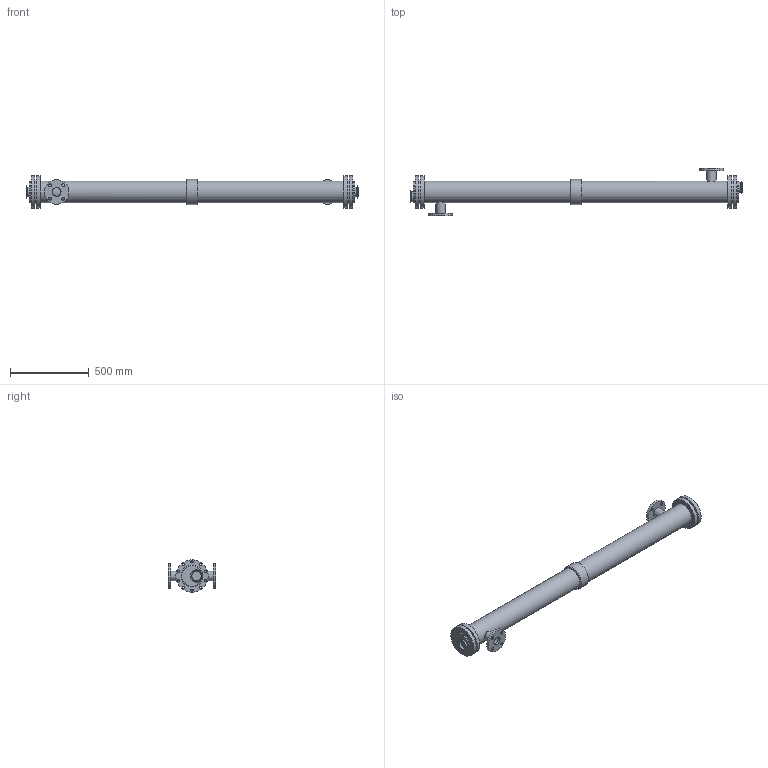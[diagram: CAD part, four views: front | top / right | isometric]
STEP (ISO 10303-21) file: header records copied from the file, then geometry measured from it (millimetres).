
FILE_DESCRIPTION(/* description */ (''),/* implementation_level */ '2;1');
FILE_NAME(/* name */ 'HE125A-50A-25.stp',/* time_stamp */ '2024-04-24T14:27:38+09:00',/* author */ ('autocad33'),/* organization */ (''),/* preprocessor_version */ 'ST-DEVELOPER v19.2',/* originating_system */ 'Autodesk Inventor 2023',/* authorisation */ '');
FILE_SCHEMA (('AUTOMOTIVE_DESIGN { 1 0 10303 214 3 1 1 }'));
Length unit declared in the file: millimetre
Products named in the file (1): HE125元-01-03
Bounding box: 2110 x 300 x 205 mm (x, y, z)
Volume: 34153387.6 mm3; surface area: 1286549.8 mm2
Topology: 1 solids, 1 shells, 103 faces, 247 edges, 165 vertices
Faces by surface type: cylinder 73, plane 20, torus 6, cone 4
Full cylindrical faces by diameter (mm): 14 x40, 19 x8, 54.9 x2, 59.5 x2, 60.5 x2, 63.5 x2, 77.5 x2, 129.4 x2, 139.8 x2, 151 x2, 155 x2, 160 x1, 205 x4
Entity records: 3573 total; most frequent: CARTESIAN_POINT 781, DIRECTION 608, ORIENTED_EDGE 494, AXIS2_PLACEMENT_3D 266, EDGE_CURVE 247, EDGE_LOOP 218, VERTEX_POINT 165, CIRCLE 162
